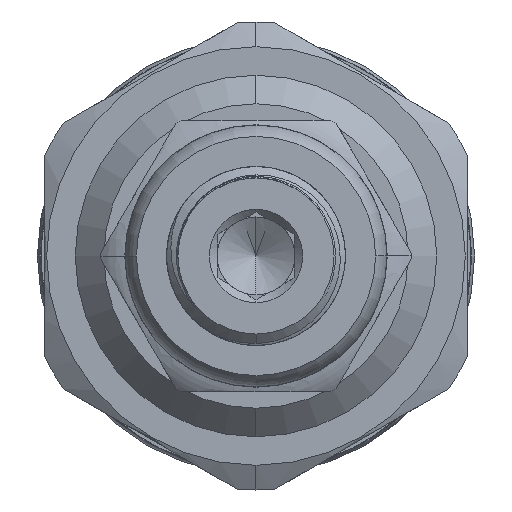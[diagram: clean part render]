
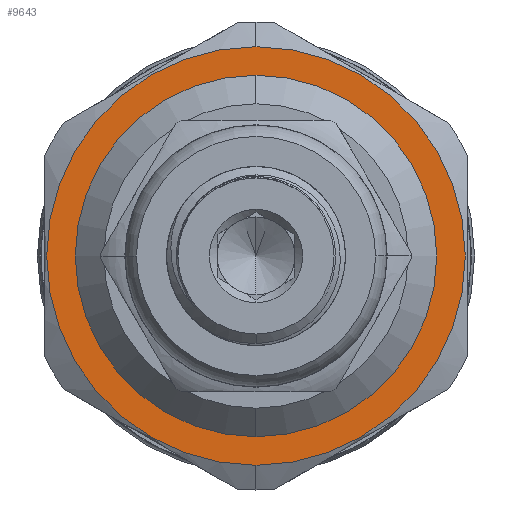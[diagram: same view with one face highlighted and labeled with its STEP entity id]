
A CAD part, left-side view. The second image highlights one B-rep face of the part: STEP entity #9643.
In plain terms, the highlighted planar face has unit normal (-1, 0, 0).
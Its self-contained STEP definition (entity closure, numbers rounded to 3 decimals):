
#155 = AXIS2_PLACEMENT_3D ( 'NONE', #4708, #3523, #13826 ) ;
#748 = DIRECTION ( 'NONE',  ( 0., 0., -1. ) ) ;
#1726 = CARTESIAN_POINT ( 'NONE',  ( 12., 0., -11. ) ) ;
#2304 = CARTESIAN_POINT ( 'NONE',  ( 12., 0., 0. ) ) ;
#3105 = VERTEX_POINT ( 'NONE', #11747 ) ;
#3523 = DIRECTION ( 'NONE',  ( -1., 0., 0. ) ) ;
#4347 = EDGE_CURVE ( 'NONE', #15269, #5501, #11775, .T. ) ;
#4537 = AXIS2_PLACEMENT_3D ( 'NONE', #13519, #14952, #748 ) ;
#4604 = EDGE_LOOP ( 'NONE', ( #11183, #7379 ) ) ;
#4695 = CIRCLE ( 'NONE', #155, 9.5 ) ;
#4708 = CARTESIAN_POINT ( 'NONE',  ( 12., 0., 0. ) ) ;
#4908 = EDGE_CURVE ( 'NONE', #3105, #14257, #13509, .T. ) ;
#5031 = DIRECTION ( 'NONE',  ( 0., 0., 1. ) ) ;
#5054 = FACE_OUTER_BOUND ( 'NONE', #12674, .T. ) ;
#5236 = ORIENTED_EDGE ( 'NONE', *, *, #4347, .T. ) ;
#5501 = VERTEX_POINT ( 'NONE', #1726 ) ;
#5853 = DIRECTION ( 'NONE',  ( -1., 0., 0. ) ) ;
#6008 = DIRECTION ( 'NONE',  ( 0., 0., 1. ) ) ;
#7374 = AXIS2_PLACEMENT_3D ( 'NONE', #12740, #14060, #5031 ) ;
#7379 = ORIENTED_EDGE ( 'NONE', *, *, #8133, .F. ) ;
#8133 = EDGE_CURVE ( 'NONE', #14257, #3105, #4695, .T. ) ;
#8404 = PLANE ( 'NONE',  #4537 ) ;
#8817 = CARTESIAN_POINT ( 'NONE',  ( 12., 0., 11. ) ) ;
#9195 = AXIS2_PLACEMENT_3D ( 'NONE', #16176, #11486, #13907 ) ;
#9266 = FACE_BOUND ( 'NONE', #4604, .T. ) ;
#9643 = ADVANCED_FACE ( 'NONE', ( #9266, #5054 ), #8404, .F. ) ;
#10813 = ORIENTED_EDGE ( 'NONE', *, *, #11962, .T. ) ;
#11183 = ORIENTED_EDGE ( 'NONE', *, *, #4908, .F. ) ;
#11285 = AXIS2_PLACEMENT_3D ( 'NONE', #2304, #5853, #6008 ) ;
#11486 = DIRECTION ( 'NONE',  ( -1., 0., 0. ) ) ;
#11508 = CIRCLE ( 'NONE', #11285, 11. ) ;
#11747 = CARTESIAN_POINT ( 'NONE',  ( 12., 0., 9.5 ) ) ;
#11775 = CIRCLE ( 'NONE', #9195, 11. ) ;
#11962 = EDGE_CURVE ( 'NONE', #5501, #15269, #11508, .T. ) ;
#12239 = CARTESIAN_POINT ( 'NONE',  ( 12., 0., -9.5 ) ) ;
#12674 = EDGE_LOOP ( 'NONE', ( #10813, #5236 ) ) ;
#12740 = CARTESIAN_POINT ( 'NONE',  ( 12., 0., 0. ) ) ;
#13509 = CIRCLE ( 'NONE', #7374, 9.5 ) ;
#13519 = CARTESIAN_POINT ( 'NONE',  ( 12., 9.5, 0. ) ) ;
#13826 = DIRECTION ( 'NONE',  ( 0., 0., 1. ) ) ;
#13907 = DIRECTION ( 'NONE',  ( 0., 0., 1. ) ) ;
#14060 = DIRECTION ( 'NONE',  ( -1., 0., 0. ) ) ;
#14257 = VERTEX_POINT ( 'NONE', #12239 ) ;
#14952 = DIRECTION ( 'NONE',  ( 1., 0., 0. ) ) ;
#15269 = VERTEX_POINT ( 'NONE', #8817 ) ;
#16176 = CARTESIAN_POINT ( 'NONE',  ( 12., 0., 0. ) ) ;
